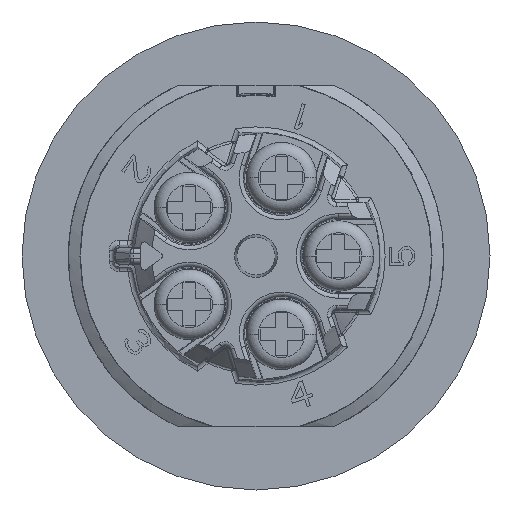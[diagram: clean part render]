
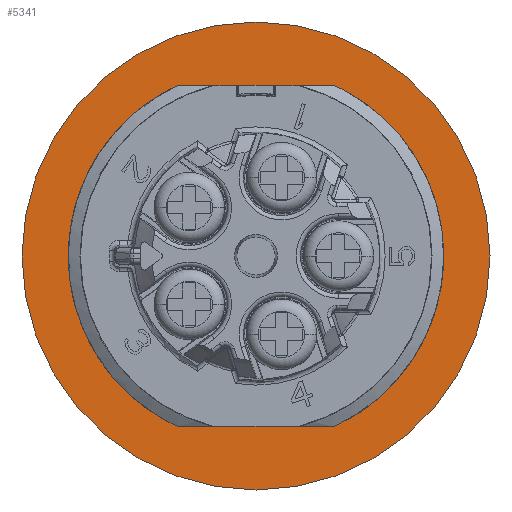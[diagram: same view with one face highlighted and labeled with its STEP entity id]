
A CAD part, front view. The second image highlights one B-rep face of the part: STEP entity #5341.
In plain terms, the highlighted face is planar.
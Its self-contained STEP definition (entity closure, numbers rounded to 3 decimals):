
#738=CARTESIAN_POINT('',(0.,0.,0.));
#739=DIRECTION('',(0.,0.,1.));
#740=DIRECTION('',(0.,1.,0.));
#741=AXIS2_PLACEMENT_3D('',#738,#739,#740);
#743=CARTESIAN_POINT('',(0.,0.,0.));
#744=DIRECTION('',(0.,0.,-1.));
#745=DIRECTION('',(0.,1.,0.));
#746=AXIS2_PLACEMENT_3D('',#743,#744,#745);
#748=DIRECTION('',(-1.,0.,0.));
#749=VECTOR('',#748,4.01);
#750=CARTESIAN_POINT('',(2.005,-9.95,0.));
#751=LINE('',#750,#749);
#752=DIRECTION('',(1.,0.,0.));
#753=VECTOR('',#752,4.01);
#754=CARTESIAN_POINT('',(-2.005,9.95,0.));
#755=LINE('',#754,#753);
#782=CARTESIAN_POINT('',(0.,0.,0.));
#783=DIRECTION('',(0.,0.,-1.));
#784=DIRECTION('',(-0.198,-0.98,0.));
#785=AXIS2_PLACEMENT_3D('',#782,#783,#784);
#791=CARTESIAN_POINT('',(0.,0.,0.));
#792=DIRECTION('',(0.,0.,-1.));
#793=DIRECTION('',(0.198,0.98,0.));
#794=AXIS2_PLACEMENT_3D('',#791,#792,#793);
#4581=CARTESIAN_POINT('',(0.,13.625,0.));
#4582=VERTEX_POINT('',#4581);
#4583=CARTESIAN_POINT('',(0.,-13.625,0.));
#4584=VERTEX_POINT('',#4583);
#4586=CARTESIAN_POINT('',(-2.005,-9.95,0.));
#4587=CARTESIAN_POINT('',(-2.005,9.95,0.));
#4588=VERTEX_POINT('',#4586);
#4589=VERTEX_POINT('',#4587);
#4590=CARTESIAN_POINT('',(2.005,9.95,0.));
#4591=CARTESIAN_POINT('',(2.005,-9.95,0.));
#4592=VERTEX_POINT('',#4590);
#4593=VERTEX_POINT('',#4591);
#5323=CARTESIAN_POINT('',(0.,0.,0.));
#5324=DIRECTION('',(0.,0.,1.));
#5325=DIRECTION('',(0.,1.,0.));
#5326=AXIS2_PLACEMENT_3D('',#5323,#5324,#5325);
#5327=PLANE('',#5326);
#5328=ORIENTED_EDGE('',*,*,#5302,.F.);
#5329=ORIENTED_EDGE('',*,*,#5318,.T.);
#5330=EDGE_LOOP('',(#5328,#5329));
#5331=FACE_OUTER_BOUND('',#5330,.F.);
#5333=ORIENTED_EDGE('',*,*,#5332,.F.);
#5335=ORIENTED_EDGE('',*,*,#5334,.F.);
#5337=ORIENTED_EDGE('',*,*,#5336,.F.);
#5338=ORIENTED_EDGE('',*,*,#4898,.F.);
#5339=EDGE_LOOP('',(#5333,#5335,#5337,#5338));
#5340=FACE_BOUND('',#5339,.F.);
#5341=ADVANCED_FACE('',(#5331,#5340),#5327,.T.);
#742=CIRCLE('',#741,13.625);
#747=CIRCLE('',#746,13.625);
#786=CIRCLE('',#785,10.15);
#795=CIRCLE('',#794,10.15);
#4898=EDGE_CURVE('',#4589,#4592,#755,.T.);
#5302=EDGE_CURVE('',#4582,#4584,#742,.T.);
#5318=EDGE_CURVE('',#4582,#4584,#747,.T.);
#5332=EDGE_CURVE('',#4588,#4589,#786,.T.);
#5334=EDGE_CURVE('',#4593,#4588,#751,.T.);
#5336=EDGE_CURVE('',#4592,#4593,#795,.T.);
